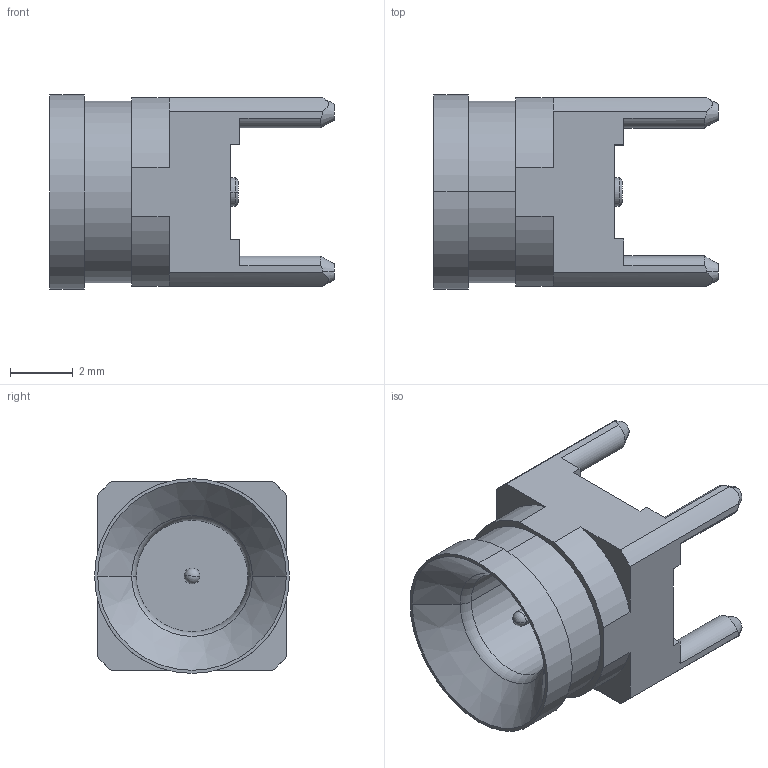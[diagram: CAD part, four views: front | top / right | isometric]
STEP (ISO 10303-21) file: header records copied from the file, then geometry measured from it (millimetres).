
FILE_DESCRIPTION((''),'2;1');
FILE_NAME('920-503J-53P_SW0001','2018-04-27T',('Kaviyarasan'),(''),'CREO PARAMETRIC BY PTC INC, 2017020','CREO PARAMETRIC BY PTC INC, 2017020','');
FILE_SCHEMA(('CONFIG_CONTROL_DESIGN'));
Length unit declared in the file: inch
Products named in the file (1): 920-503J-53P_SW0001
Bounding box: 9.05 x 6.2 x 6.2 mm (x, y, z)
Volume: 133.4 mm3; surface area: 285.2 mm2
Topology: 1 solids, 1 shells, 72 faces, 190 edges, 123 vertices
Faces by surface type: plane 30, cylinder 26, cone 12, torus 2, sphere 2
Entity records: 2370 total; most frequent: CARTESIAN_POINT 519, DIRECTION 386, ORIENTED_EDGE 376, EDGE_CURVE 188, AXIS2_PLACEMENT_3D 142, VERTEX_POINT 123, VECTOR 102, LINE 102
